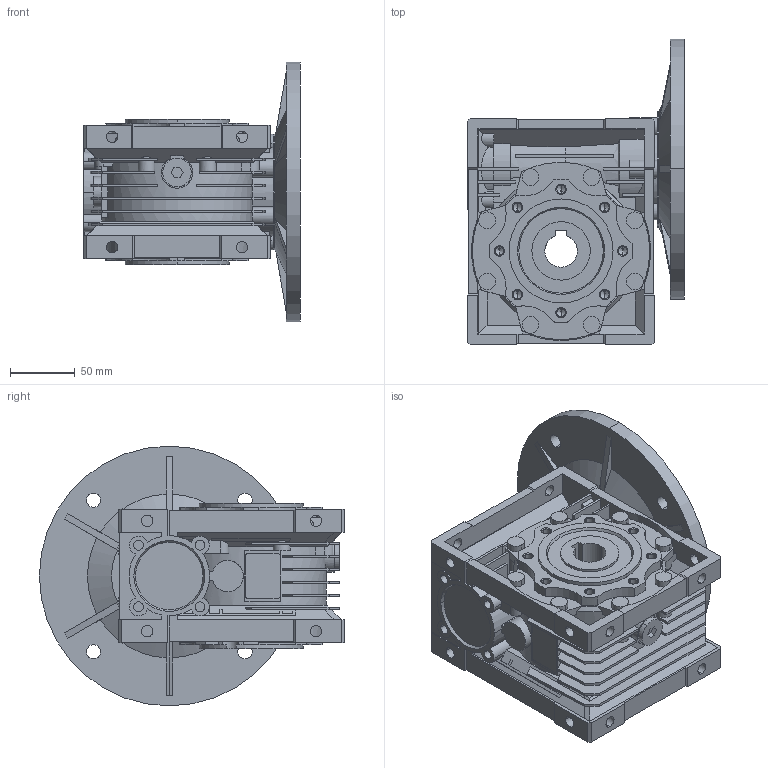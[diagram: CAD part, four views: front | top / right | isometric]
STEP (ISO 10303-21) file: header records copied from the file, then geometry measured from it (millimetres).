
FILE_DESCRIPTION (( 'STEP AP203' ), '1' );
FILE_NAME ('WGA-63M-050-80B5.step', '2024-12-18T19:30:08', ( '' ), ( '' ), 'SwSTEP 2.0', 'SolidWorks 2024', '' );
FILE_SCHEMA (( 'CONFIG_CONTROL_DESIGN' ));
Length unit declared in the file: millimetre
Products named in the file (1): WGA-63M-050-80B5
Bounding box: 167 x 235 x 200 mm (x, y, z)
Volume: 2009979.7 mm3; surface area: 388108.7 mm2
Topology: 8 solids, 10 shells, 1285 faces, 3515 edges, 2270 vertices
Faces by surface type: plane 797, cylinder 346, cone 130, torus 12
Entity records: 41213 total; most frequent: CARTESIAN_POINT 8481, ORIENTED_EDGE 6962, DIRECTION 6721, EDGE_CURVE 3481, VERTEX_POINT 2270, AXIS2_PLACEMENT_3D 2252, VECTOR 2217, LINE 2217
